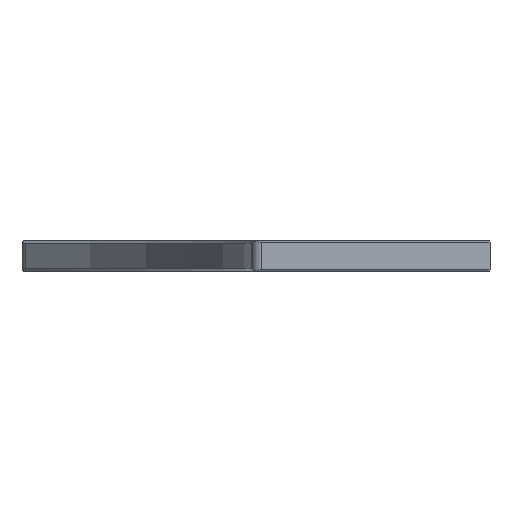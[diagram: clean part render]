
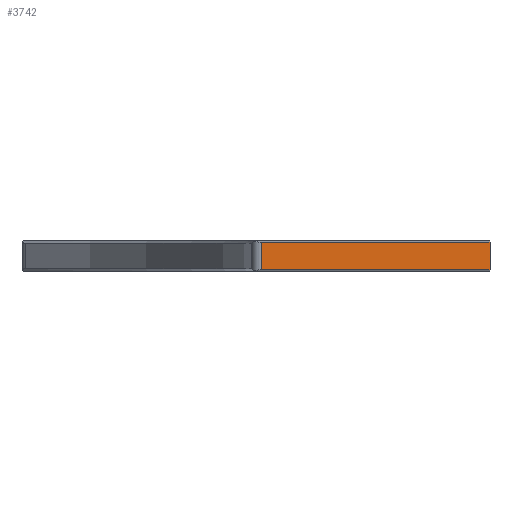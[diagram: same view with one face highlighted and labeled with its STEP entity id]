
A CAD part, front view. The second image highlights one B-rep face of the part: STEP entity #3742.
In plain terms, the highlighted planar face has unit normal (0, -1, 0).
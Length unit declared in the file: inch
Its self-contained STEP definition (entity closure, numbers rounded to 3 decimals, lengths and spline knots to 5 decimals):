
#69 = LINE ( 'NONE', #4385, #6268 ) ;
#200 = CARTESIAN_POINT ( 'NONE',  ( 8.18655, 0., -0.01563 ) ) ;
#241 = VERTEX_POINT ( 'NONE', #1614 ) ;
#248 = VERTEX_POINT ( 'NONE', #5867 ) ;
#368 = VERTEX_POINT ( 'NONE', #3304 ) ;
#442 = ORIENTED_EDGE ( 'NONE', *, *, #3064, .T. ) ;
#498 = ORIENTED_EDGE ( 'NONE', *, *, #2282, .T. ) ;
#581 = CARTESIAN_POINT ( 'NONE',  ( 8.0625, 0., -0.3735 ) ) ;
#635 = DIRECTION ( 'NONE',  ( 0., 0., -1. ) ) ;
#1139 = EDGE_LOOP ( 'NONE', ( #3632, #498, #442, #3917 ) ) ;
#1234 = CARTESIAN_POINT ( 'NONE',  ( 11., 0., -0.35787 ) ) ;
#1384 = DIRECTION ( 'NONE',  ( 0., 0., -1. ) ) ;
#1614 = CARTESIAN_POINT ( 'NONE',  ( 8.18655, 0., -0.35787 ) ) ;
#2282 = EDGE_CURVE ( 'NONE', #6251, #241, #2844, .T. ) ;
#2484 = DIRECTION ( 'NONE',  ( 0., 0., 1. ) ) ;
#2713 = VECTOR ( 'NONE', #5112, 39.37008 ) ;
#2844 = LINE ( 'NONE', #5758, #5846 ) ;
#3051 = FACE_OUTER_BOUND ( 'NONE', #1139, .T. ) ;
#3064 = EDGE_CURVE ( 'NONE', #241, #368, #3095, .T. ) ;
#3095 = LINE ( 'NONE', #1234, #2713 ) ;
#3304 = CARTESIAN_POINT ( 'NONE',  ( 11., 0., -0.35787 ) ) ;
#3632 = ORIENTED_EDGE ( 'NONE', *, *, #4866, .T. ) ;
#3742 = ADVANCED_FACE ( 'NONE', ( #3051 ), #4940, .T. ) ;
#3813 = CARTESIAN_POINT ( 'NONE',  ( 8.0625, 0., -0.01563 ) ) ;
#3917 = ORIENTED_EDGE ( 'NONE', *, *, #4888, .T. ) ;
#4385 = CARTESIAN_POINT ( 'NONE',  ( 11., 0., -0.3735 ) ) ;
#4646 = VECTOR ( 'NONE', #5354, 39.37008 ) ;
#4866 = EDGE_CURVE ( 'NONE', #248, #6251, #5290, .T. ) ;
#4888 = EDGE_CURVE ( 'NONE', #368, #248, #69, .T. ) ;
#4940 = PLANE ( 'NONE',  #5645 ) ;
#5112 = DIRECTION ( 'NONE',  ( 1., 0., 0. ) ) ;
#5290 = LINE ( 'NONE', #3813, #4646 ) ;
#5354 = DIRECTION ( 'NONE',  ( -1., 0., 0. ) ) ;
#5421 = DIRECTION ( 'NONE',  ( 0., -1., 0. ) ) ;
#5645 = AXIS2_PLACEMENT_3D ( 'NONE', #581, #5421, #635 ) ;
#5758 = CARTESIAN_POINT ( 'NONE',  ( 8.18655, 0., -0.3425 ) ) ;
#5846 = VECTOR ( 'NONE', #1384, 39.37008 ) ;
#5867 = CARTESIAN_POINT ( 'NONE',  ( 11., 0., -0.01563 ) ) ;
#6251 = VERTEX_POINT ( 'NONE', #200 ) ;
#6268 = VECTOR ( 'NONE', #2484, 39.37008 ) ;
